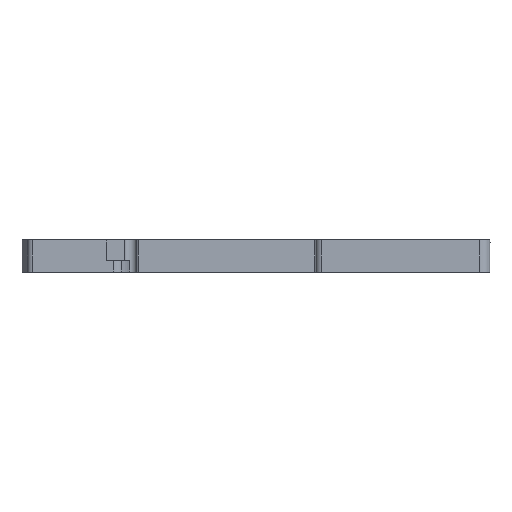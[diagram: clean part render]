
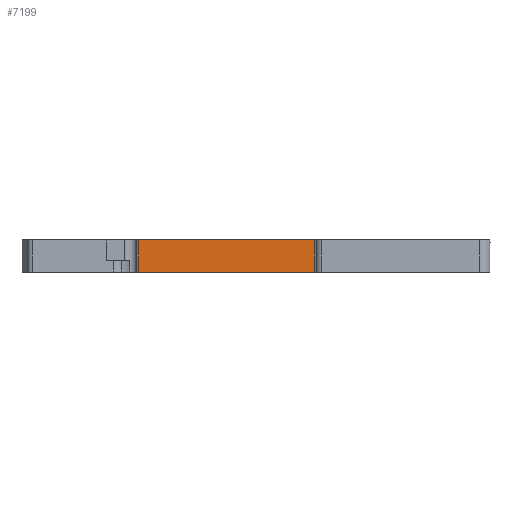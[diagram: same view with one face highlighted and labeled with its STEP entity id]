
A CAD part, front view. The second image highlights one B-rep face of the part: STEP entity #7199.
In plain terms, the highlighted planar face has unit normal (0, -1, 0).
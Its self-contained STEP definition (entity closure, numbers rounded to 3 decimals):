
#454 = ORIENTED_EDGE ( 'NONE', *, *, #4797, .F. ) ;
#799 = DIRECTION ( 'NONE',  ( 0., 0., -1. ) ) ;
#846 = VERTEX_POINT ( 'NONE', #3228 ) ;
#911 = CARTESIAN_POINT ( 'NONE',  ( 16.457, 0., 6. ) ) ;
#999 = VERTEX_POINT ( 'NONE', #1380 ) ;
#1011 = VECTOR ( 'NONE', #9846, 1000. ) ;
#1380 = CARTESIAN_POINT ( 'NONE',  ( 16.457, 0., 6. ) ) ;
#1546 = CARTESIAN_POINT ( 'NONE',  ( -16.457, 0., 6. ) ) ;
#2454 = DIRECTION ( 'NONE',  ( 0., 0., 1. ) ) ;
#2880 = PLANE ( 'NONE',  #2951 ) ;
#2888 = EDGE_CURVE ( 'NONE', #8762, #8700, #3789, .T. ) ;
#2951 = AXIS2_PLACEMENT_3D ( 'NONE', #3829, #7326, #10144 ) ;
#3228 = CARTESIAN_POINT ( 'NONE',  ( -16.457, 0., 6. ) ) ;
#3698 = EDGE_CURVE ( 'NONE', #999, #8762, #8130, .T. ) ;
#3789 = LINE ( 'NONE', #9813, #1011 ) ;
#3829 = CARTESIAN_POINT ( 'NONE',  ( 16.457, 0., 6. ) ) ;
#4368 = ORIENTED_EDGE ( 'NONE', *, *, #2888, .F. ) ;
#4797 = EDGE_CURVE ( 'NONE', #846, #999, #10189, .T. ) ;
#5197 = VECTOR ( 'NONE', #8613, 1000. ) ;
#5657 = VECTOR ( 'NONE', #799, 1000. ) ;
#6071 = EDGE_LOOP ( 'NONE', ( #454, #9792, #4368, #11928 ) ) ;
#6797 = CARTESIAN_POINT ( 'NONE',  ( -16.457, 0., 0. ) ) ;
#6908 = VECTOR ( 'NONE', #2454, 1000. ) ;
#7199 = ADVANCED_FACE ( 'NONE', ( #11132 ), #2880, .F. ) ;
#7326 = DIRECTION ( 'NONE',  ( 0., 1., 0. ) ) ;
#7809 = CARTESIAN_POINT ( 'NONE',  ( 16.457, 0., 0. ) ) ;
#7936 = EDGE_CURVE ( 'NONE', #8700, #846, #9392, .T. ) ;
#8130 = LINE ( 'NONE', #911, #5657 ) ;
#8613 = DIRECTION ( 'NONE',  ( 1., 0., 0. ) ) ;
#8700 = VERTEX_POINT ( 'NONE', #6797 ) ;
#8762 = VERTEX_POINT ( 'NONE', #7809 ) ;
#9392 = LINE ( 'NONE', #1546, #6908 ) ;
#9792 = ORIENTED_EDGE ( 'NONE', *, *, #7936, .F. ) ;
#9813 = CARTESIAN_POINT ( 'NONE',  ( -32.963, 0., 0. ) ) ;
#9846 = DIRECTION ( 'NONE',  ( -1., 0., 0. ) ) ;
#10144 = DIRECTION ( 'NONE',  ( -1., 0., 0. ) ) ;
#10189 = LINE ( 'NONE', #11327, #5197 ) ;
#11132 = FACE_OUTER_BOUND ( 'NONE', #6071, .T. ) ;
#11327 = CARTESIAN_POINT ( 'NONE',  ( -32.963, 0., 6. ) ) ;
#11928 = ORIENTED_EDGE ( 'NONE', *, *, #3698, .F. ) ;
